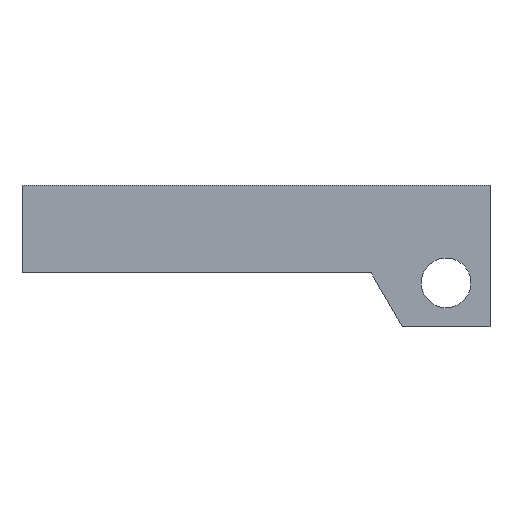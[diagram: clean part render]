
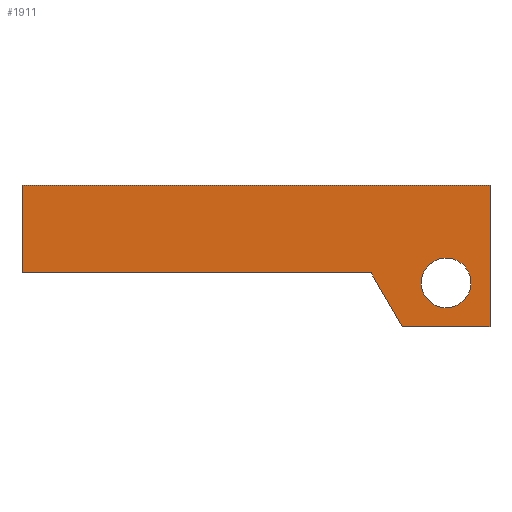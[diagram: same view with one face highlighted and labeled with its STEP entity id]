
A CAD part, front view. The second image highlights one B-rep face of the part: STEP entity #1911.
In plain terms, the highlighted planar face has unit normal (0, -1, 0).
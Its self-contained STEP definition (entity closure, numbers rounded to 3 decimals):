
#10 = VERTEX_POINT ( 'NONE', #1475 ) ;
#12 = CARTESIAN_POINT ( 'NONE',  ( 25., -30., -12.1 ) ) ;
#105 = DIRECTION ( 'NONE',  ( 0., 1., 0. ) ) ;
#157 = VECTOR ( 'NONE', #619, 1000. ) ;
#226 = ORIENTED_EDGE ( 'NONE', *, *, #1986, .F. ) ;
#325 = ORIENTED_EDGE ( 'NONE', *, *, #507, .T. ) ;
#352 = VERTEX_POINT ( 'NONE', #489 ) ;
#393 = VERTEX_POINT ( 'NONE', #682 ) ;
#422 = CARTESIAN_POINT ( 'NONE',  ( 19.688, -30., -2.9 ) ) ;
#438 = VECTOR ( 'NONE', #2102, 1000. ) ;
#441 = CIRCLE ( 'NONE', #1505, 4.25 ) ;
#489 = CARTESIAN_POINT ( 'NONE',  ( -40., -30., -2.9 ) ) ;
#507 = EDGE_CURVE ( 'NONE', #677, #10, #441, .T. ) ;
#545 = ORIENTED_EDGE ( 'NONE', *, *, #804, .F. ) ;
#589 = LINE ( 'NONE', #1478, #1336 ) ;
#594 = DIRECTION ( 'NONE',  ( -1., 0., 0. ) ) ;
#619 = DIRECTION ( 'NONE',  ( 0., 0., -1. ) ) ;
#636 = CIRCLE ( 'NONE', #1135, 4.25 ) ;
#653 = VERTEX_POINT ( 'NONE', #1385 ) ;
#654 = CARTESIAN_POINT ( 'NONE',  ( -40., -30., 12.1 ) ) ;
#674 = DIRECTION ( 'NONE',  ( 0., 0., 1. ) ) ;
#677 = VERTEX_POINT ( 'NONE', #1705 ) ;
#682 = CARTESIAN_POINT ( 'NONE',  ( 40., -30., 12.1 ) ) ;
#739 = VECTOR ( 'NONE', #1049, 1000. ) ;
#741 = LINE ( 'NONE', #1247, #157 ) ;
#765 = EDGE_CURVE ( 'NONE', #1812, #352, #1752, .T. ) ;
#803 = ORIENTED_EDGE ( 'NONE', *, *, #1522, .F. ) ;
#804 = EDGE_CURVE ( 'NONE', #393, #653, #741, .T. ) ;
#846 = VERTEX_POINT ( 'NONE', #654 ) ;
#880 = CARTESIAN_POINT ( 'NONE',  ( 32.5, -30., -4.6 ) ) ;
#947 = CARTESIAN_POINT ( 'NONE',  ( 0., -30., 0. ) ) ;
#957 = FACE_BOUND ( 'NONE', #1297, .T. ) ;
#1007 = VECTOR ( 'NONE', #674, 1000. ) ;
#1030 = CARTESIAN_POINT ( 'NONE',  ( 40., -30., -12.1 ) ) ;
#1049 = DIRECTION ( 'NONE',  ( -1., 0., 0. ) ) ;
#1059 = FACE_OUTER_BOUND ( 'NONE', #1577, .T. ) ;
#1072 = EDGE_CURVE ( 'NONE', #1868, #1812, #1283, .T. ) ;
#1091 = DIRECTION ( 'NONE',  ( -1., 0., 0. ) ) ;
#1096 = DIRECTION ( 'NONE',  ( 0., 1., 0. ) ) ;
#1135 = AXIS2_PLACEMENT_3D ( 'NONE', #1560, #105, #594 ) ;
#1181 = ORIENTED_EDGE ( 'NONE', *, *, #1249, .T. ) ;
#1247 = CARTESIAN_POINT ( 'NONE',  ( 40., -30., 12.1 ) ) ;
#1249 = EDGE_CURVE ( 'NONE', #10, #677, #636, .T. ) ;
#1256 = DIRECTION ( 'NONE',  ( -1., 0., 0. ) ) ;
#1273 = ORIENTED_EDGE ( 'NONE', *, *, #765, .F. ) ;
#1283 = LINE ( 'NONE', #12, #438 ) ;
#1297 = EDGE_LOOP ( 'NONE', ( #1181, #325 ) ) ;
#1336 = VECTOR ( 'NONE', #1961, 1000. ) ;
#1353 = DIRECTION ( 'NONE',  ( -1., 0., 0. ) ) ;
#1385 = CARTESIAN_POINT ( 'NONE',  ( 40., -30., -12.1 ) ) ;
#1414 = PLANE ( 'NONE',  #2091 ) ;
#1438 = LINE ( 'NONE', #1030, #739 ) ;
#1460 = CARTESIAN_POINT ( 'NONE',  ( -40., -30., -12.1 ) ) ;
#1475 = CARTESIAN_POINT ( 'NONE',  ( 32.5, -30., -8.85 ) ) ;
#1478 = CARTESIAN_POINT ( 'NONE',  ( -40., -30., 12.1 ) ) ;
#1505 = AXIS2_PLACEMENT_3D ( 'NONE', #880, #1985, #1353 ) ;
#1522 = EDGE_CURVE ( 'NONE', #352, #846, #1998, .T. ) ;
#1540 = VECTOR ( 'NONE', #1091, 1000. ) ;
#1560 = CARTESIAN_POINT ( 'NONE',  ( 32.5, -30., -4.6 ) ) ;
#1572 = EDGE_CURVE ( 'NONE', #846, #393, #589, .T. ) ;
#1577 = EDGE_LOOP ( 'NONE', ( #2034, #226, #545, #2061, #803, #1273 ) ) ;
#1705 = CARTESIAN_POINT ( 'NONE',  ( 32.5, -30., -0.35 ) ) ;
#1730 = CARTESIAN_POINT ( 'NONE',  ( 25., -30., -12.1 ) ) ;
#1752 = LINE ( 'NONE', #2038, #1540 ) ;
#1812 = VERTEX_POINT ( 'NONE', #422 ) ;
#1868 = VERTEX_POINT ( 'NONE', #1730 ) ;
#1911 = ADVANCED_FACE ( 'NONE', ( #957, #1059 ), #1414, .F. ) ;
#1961 = DIRECTION ( 'NONE',  ( 1., 0., 0. ) ) ;
#1985 = DIRECTION ( 'NONE',  ( 0., 1., 0. ) ) ;
#1986 = EDGE_CURVE ( 'NONE', #653, #1868, #1438, .T. ) ;
#1998 = LINE ( 'NONE', #1460, #1007 ) ;
#2034 = ORIENTED_EDGE ( 'NONE', *, *, #1072, .F. ) ;
#2038 = CARTESIAN_POINT ( 'NONE',  ( 19.688, -30., -2.9 ) ) ;
#2061 = ORIENTED_EDGE ( 'NONE', *, *, #1572, .F. ) ;
#2091 = AXIS2_PLACEMENT_3D ( 'NONE', #947, #1096, #1256 ) ;
#2102 = DIRECTION ( 'NONE',  ( -0.5, 0., 0.866 ) ) ;
